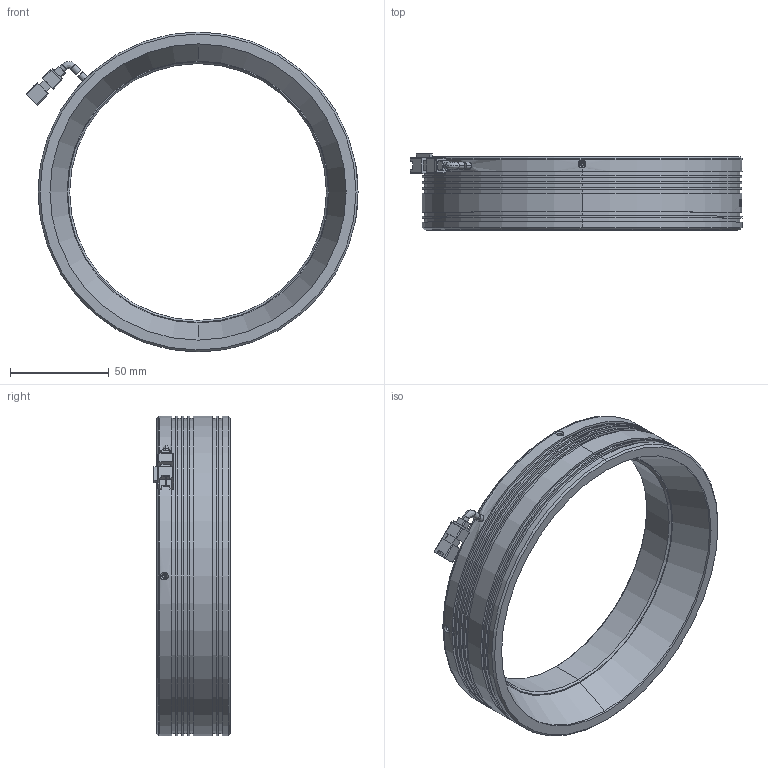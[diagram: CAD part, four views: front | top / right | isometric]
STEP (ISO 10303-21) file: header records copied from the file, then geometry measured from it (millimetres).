
FILE_DESCRIPTION (( 'STEP AP214' ), '1' );
FILE_NAME ('661102-W.STEP', '2019-03-21T03:06:19', ( 'user' ), ( '微软中国' ), 'SwSTEP 2.0', 'SolidWorks 2016', '' );
FILE_SCHEMA (( 'AUTOMOTIVE_DESIGN' ));
Length unit declared in the file: millimetre
Products named in the file (1): 661102-W
Bounding box: 168.11 x 38.5 x 162 mm (x, y, z)
Volume: 159756.4 mm3; surface area: 113567.7 mm2
Topology: 5 solids, 5 shells, 260 faces, 690 edges, 475 vertices
Faces by surface type: cylinder 129, plane 91, cone 34, bspline 6
Entity records: 12143 total; most frequent: CARTESIAN_POINT 2827, ORIENTED_EDGE 1364, DIRECTION 1339, EDGE_CURVE 682, AXIS2_PLACEMENT_3D 507, VERTEX_POINT 475, EDGE_LOOP 327, VECTOR 325
